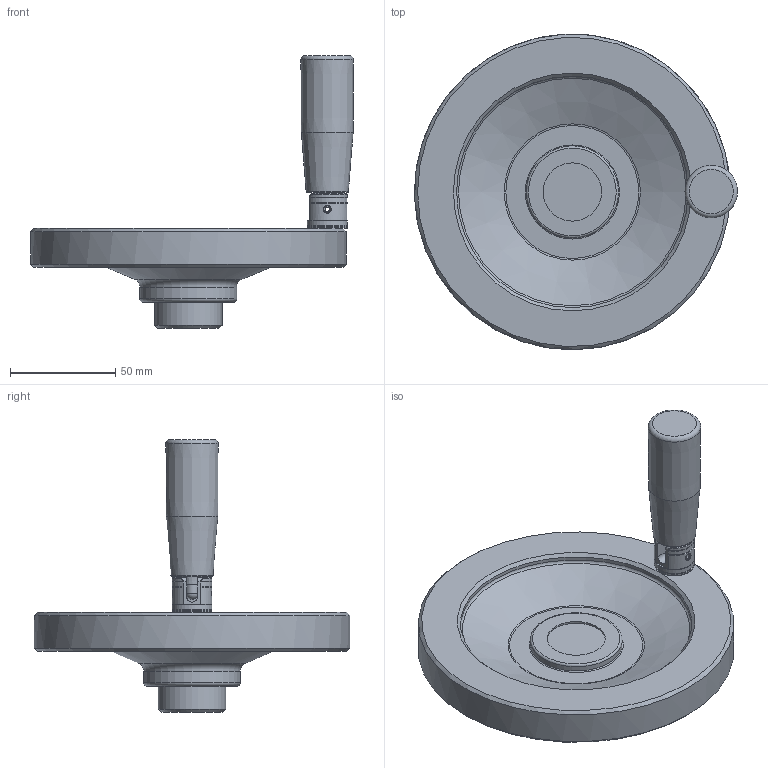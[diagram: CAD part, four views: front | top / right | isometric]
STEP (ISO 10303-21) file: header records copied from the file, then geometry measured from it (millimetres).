
FILE_DESCRIPTION( ( 'Unknown' ), '1' );
FILE_NAME( '7117010_VPR150_MR.stp', 'Unknown', ( 'Unknown' ), ( 'Unknown' ), 'PSStep 11.0', 'Unknown', ' ' );
FILE_SCHEMA( ( 'AUTOMOTIVE_DESIGN { 1 0 10303 214 1 1 1 1 }' ) );
Length unit declared in the file: millimetre
Products named in the file (2): 1831027
Bounding box: 153.49 x 150 x 129.6 mm (x, y, z)
Volume: 280714.9 mm3; surface area: 62428.6 mm2
Topology: 2 solids, 5 shells, 154 faces, 368 edges, 227 vertices
Faces by surface type: plane 59, cylinder 42, cone 20, torus 18, bspline 14, sphere 1
Full cylindrical faces by diameter (mm): 3.25 x2, 3.5 x1, 6 x3, 6.1 x1, 6.4 x2, 6.5 x1, 8.31 x1, 8.376 x1, 9 x1, 9.339 x1, 10 x1, 10.7 x1, 10.716 x1, 12.682 x1, 19 x2, 27.7 x1, 32 x1, 43.7 x1, 46 x1, 110 x1, 150 x1
Entity records: 7655 total; most frequent: CARTESIAN_POINT 3278, DIRECTION 646, ORIENTED_EDGE 562, EDGE_CURVE 281, AXIS2_PLACEMENT_3D 277, EDGE_LOOP 233, VERTEX_POINT 201, FACE_OUTER_BOUND 195
